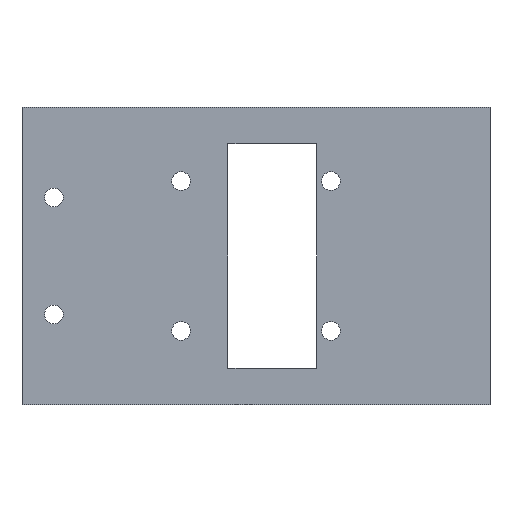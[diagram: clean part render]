
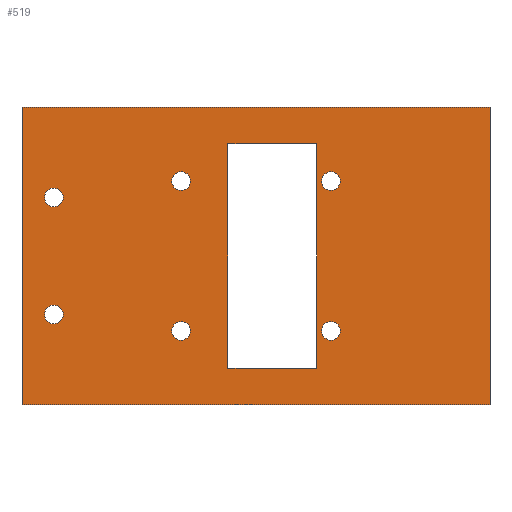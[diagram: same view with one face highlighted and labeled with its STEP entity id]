
A CAD part, front view. The second image highlights one B-rep face of the part: STEP entity #519.
In plain terms, the highlighted planar face has unit normal (0, -1, 0).
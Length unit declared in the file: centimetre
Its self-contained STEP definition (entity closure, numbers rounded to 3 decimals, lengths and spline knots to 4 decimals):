
#42=LINE('',#758,#90);
#46=LINE('',#766,#94);
#49=LINE('',#772,#97);
#52=LINE('',#777,#100);
#54=LINE('',#812,#102);
#58=LINE('',#820,#106);
#61=LINE('',#826,#109);
#64=LINE('',#831,#112);
#90=VECTOR('',#620,1.);
#94=VECTOR('',#626,1.);
#97=VECTOR('',#631,1.);
#100=VECTOR('',#636,1.);
#102=VECTOR('',#676,1.);
#106=VECTOR('',#682,1.);
#109=VECTOR('',#687,1.);
#112=VECTOR('',#692,1.);
#134=PLANE('',#563);
#152=FACE_BOUND('',#232,.T.);
#153=FACE_BOUND('',#233,.T.);
#154=FACE_BOUND('',#234,.T.);
#155=FACE_BOUND('',#235,.T.);
#156=FACE_BOUND('',#236,.T.);
#157=FACE_BOUND('',#237,.T.);
#158=FACE_BOUND('',#238,.T.);
#186=FACE_OUTER_BOUND('',#231,.T.);
#231=EDGE_LOOP('',(#471,#472,#473,#474));
#232=EDGE_LOOP('',(#475));
#233=EDGE_LOOP('',(#476));
#234=EDGE_LOOP('',(#477));
#235=EDGE_LOOP('',(#478));
#236=EDGE_LOOP('',(#479));
#237=EDGE_LOOP('',(#480));
#238=EDGE_LOOP('',(#481,#482,#483,#484));
#242=CIRCLE('',#542,0.1);
#244=CIRCLE('',#545,0.1);
#246=CIRCLE('',#548,0.1);
#248=CIRCLE('',#551,0.1);
#250=CIRCLE('',#554,0.1);
#252=CIRCLE('',#557,0.1);
#271=VERTEX_POINT('',#756);
#272=VERTEX_POINT('',#757);
#275=VERTEX_POINT('',#765);
#277=VERTEX_POINT('',#771);
#280=VERTEX_POINT('',#782);
#282=VERTEX_POINT('',#787);
#284=VERTEX_POINT('',#792);
#286=VERTEX_POINT('',#797);
#288=VERTEX_POINT('',#802);
#290=VERTEX_POINT('',#807);
#291=VERTEX_POINT('',#810);
#292=VERTEX_POINT('',#811);
#295=VERTEX_POINT('',#819);
#297=VERTEX_POINT('',#825);
#325=EDGE_CURVE('',#271,#272,#42,.T.);
#329=EDGE_CURVE('',#275,#271,#46,.T.);
#332=EDGE_CURVE('',#277,#275,#49,.T.);
#335=EDGE_CURVE('',#272,#277,#52,.T.);
#338=EDGE_CURVE('',#280,#280,#242,.T.);
#340=EDGE_CURVE('',#282,#282,#244,.T.);
#342=EDGE_CURVE('',#284,#284,#246,.T.);
#344=EDGE_CURVE('',#286,#286,#248,.T.);
#346=EDGE_CURVE('',#288,#288,#250,.T.);
#348=EDGE_CURVE('',#290,#290,#252,.T.);
#349=EDGE_CURVE('',#291,#292,#54,.T.);
#353=EDGE_CURVE('',#292,#295,#58,.T.);
#356=EDGE_CURVE('',#295,#297,#61,.T.);
#359=EDGE_CURVE('',#291,#297,#64,.T.);
#471=ORIENTED_EDGE('',*,*,#359,.F.);
#472=ORIENTED_EDGE('',*,*,#349,.T.);
#473=ORIENTED_EDGE('',*,*,#353,.T.);
#474=ORIENTED_EDGE('',*,*,#356,.T.);
#475=ORIENTED_EDGE('',*,*,#348,.F.);
#476=ORIENTED_EDGE('',*,*,#346,.F.);
#477=ORIENTED_EDGE('',*,*,#344,.F.);
#478=ORIENTED_EDGE('',*,*,#342,.F.);
#479=ORIENTED_EDGE('',*,*,#340,.F.);
#480=ORIENTED_EDGE('',*,*,#338,.F.);
#481=ORIENTED_EDGE('',*,*,#335,.F.);
#482=ORIENTED_EDGE('',*,*,#325,.F.);
#483=ORIENTED_EDGE('',*,*,#329,.F.);
#484=ORIENTED_EDGE('',*,*,#332,.F.);
#519=ADVANCED_FACE('',(#186,#152,#153,#154,#155,#156,#157,#158),#134,.F.);
#542=AXIS2_PLACEMENT_3D('',#783,#642,#643);
#545=AXIS2_PLACEMENT_3D('',#788,#648,#649);
#548=AXIS2_PLACEMENT_3D('',#793,#654,#655);
#551=AXIS2_PLACEMENT_3D('',#798,#660,#661);
#554=AXIS2_PLACEMENT_3D('',#803,#666,#667);
#557=AXIS2_PLACEMENT_3D('',#808,#672,#673);
#563=AXIS2_PLACEMENT_3D('',#834,#696,#697);
#620=DIRECTION('',(0.,0.,1.));
#626=DIRECTION('',(1.,0.,0.));
#631=DIRECTION('',(0.,0.,-1.));
#636=DIRECTION('',(-1.,0.,0.));
#642=DIRECTION('center_axis',(0.,-1.,0.));
#643=DIRECTION('ref_axis',(1.,0.,0.));
#648=DIRECTION('center_axis',(0.,-1.,0.));
#649=DIRECTION('ref_axis',(1.,0.,0.));
#654=DIRECTION('center_axis',(0.,-1.,0.));
#655=DIRECTION('ref_axis',(1.,0.,0.));
#660=DIRECTION('center_axis',(0.,-1.,0.));
#661=DIRECTION('ref_axis',(1.,0.,0.));
#666=DIRECTION('center_axis',(0.,-1.,0.));
#667=DIRECTION('ref_axis',(1.,0.,0.));
#672=DIRECTION('center_axis',(0.,-1.,0.));
#673=DIRECTION('ref_axis',(1.,0.,0.));
#676=DIRECTION('',(1.,0.,0.));
#682=DIRECTION('',(0.,0.,1.));
#687=DIRECTION('',(-1.,0.,0.));
#692=DIRECTION('',(0.,0.,1.));
#696=DIRECTION('center_axis',(0.,1.,0.));
#697=DIRECTION('ref_axis',(1.,0.,0.));
#756=CARTESIAN_POINT('',(3.15,0.,0.3885));
#757=CARTESIAN_POINT('',(3.15,0.,2.7885));
#758=CARTESIAN_POINT('',(3.15,0.,1.5885));
#765=CARTESIAN_POINT('',(2.2,0.,0.3885));
#766=CARTESIAN_POINT('',(2.2,0.,0.3885));
#771=CARTESIAN_POINT('',(2.2,0.,2.7885));
#772=CARTESIAN_POINT('',(2.2,0.,2.7885));
#777=CARTESIAN_POINT('',(2.4,0.,2.7885));
#782=CARTESIAN_POINT('',(0.24,0.,0.9635));
#783=CARTESIAN_POINT('Origin',(0.34,0.,0.9635));
#787=CARTESIAN_POINT('',(1.6,0.,0.7885));
#788=CARTESIAN_POINT('Origin',(1.7,0.,0.7885));
#792=CARTESIAN_POINT('',(1.6,0.,2.3885));
#793=CARTESIAN_POINT('Origin',(1.7,0.,2.3885));
#797=CARTESIAN_POINT('',(0.24,0.,2.2135));
#798=CARTESIAN_POINT('Origin',(0.34,0.,2.2135));
#802=CARTESIAN_POINT('',(3.2,0.,2.3885));
#803=CARTESIAN_POINT('Origin',(3.3,0.,2.3885));
#807=CARTESIAN_POINT('',(3.2,0.,0.7885));
#808=CARTESIAN_POINT('Origin',(3.3,0.,0.7885));
#810=CARTESIAN_POINT('',(0.,0.,0.));
#811=CARTESIAN_POINT('',(5.,0.,0.));
#812=CARTESIAN_POINT('',(0.,0.,0.));
#819=CARTESIAN_POINT('',(5.,0.,3.177));
#820=CARTESIAN_POINT('',(5.,0.,0.));
#825=CARTESIAN_POINT('',(0.,0.,3.177));
#826=CARTESIAN_POINT('',(5.,0.,3.177));
#831=CARTESIAN_POINT('',(0.,0.,0.));
#834=CARTESIAN_POINT('Origin',(2.5,0.,1.5885));
